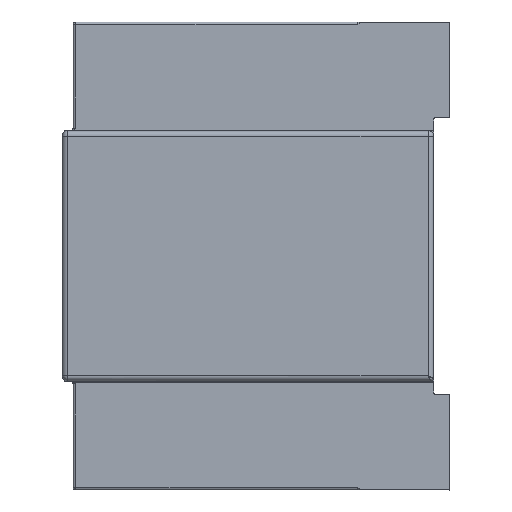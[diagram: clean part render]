
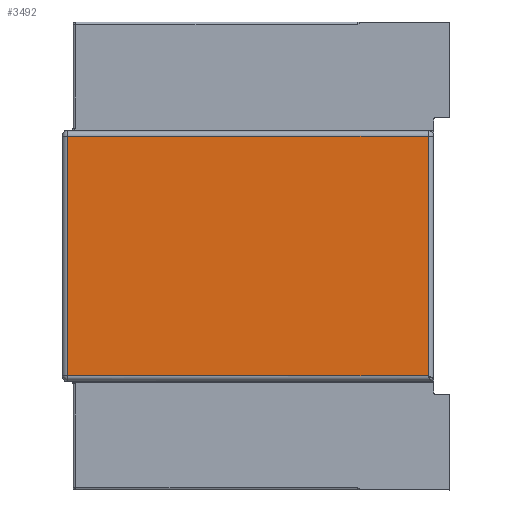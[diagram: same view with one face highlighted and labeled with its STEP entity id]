
A CAD part, left-side view. The second image highlights one B-rep face of the part: STEP entity #3492.
In plain terms, the highlighted face is planar.
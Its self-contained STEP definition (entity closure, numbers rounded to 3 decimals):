
#3472=AXIS2_PLACEMENT_3D('Plane Axis2P3D',#3469,#3470,#3471) ;
#2670=CARTESIAN_POINT('Vertex',(33.125,22.,-1.5)) ;
#2673=CARTESIAN_POINT('Line Origine',(0.,22.,-1.5)) ;
#2677=CARTESIAN_POINT('Vertex',(-33.125,22.,-1.5)) ;
#3160=CARTESIAN_POINT('Line Origine',(-33.125,0.,-1.5)) ;
#3164=CARTESIAN_POINT('Vertex',(-33.125,-22.,-1.5)) ;
#3469=CARTESIAN_POINT('Axis2P3D Location',(0.,0.,-1.5)) ;
#3474=CARTESIAN_POINT('Line Origine',(33.125,0.,-1.5)) ;
#3478=CARTESIAN_POINT('Vertex',(33.125,-22.,-1.5)) ;
#3481=CARTESIAN_POINT('Line Origine',(0.,-22.,-1.5)) ;
#2674=DIRECTION('Vector Direction',(1.,0.,0.)) ;
#3161=DIRECTION('Vector Direction',(0.,1.,0.)) ;
#3470=DIRECTION('Axis2P3D Direction',(0.,0.,1.)) ;
#3471=DIRECTION('Axis2P3D XDirection',(1.,0.,0.)) ;
#3475=DIRECTION('Vector Direction',(0.,-1.,0.)) ;
#3482=DIRECTION('Vector Direction',(-1.,0.,0.)) ;
#2675=VECTOR('Line Direction',#2674,1.) ;
#3162=VECTOR('Line Direction',#3161,1.) ;
#3476=VECTOR('Line Direction',#3475,1.) ;
#3483=VECTOR('Line Direction',#3482,1.) ;
#3487=ORIENTED_EDGE('',*,*,#3166,.F.) ;
#3488=ORIENTED_EDGE('',*,*,#2679,.F.) ;
#3489=ORIENTED_EDGE('',*,*,#3480,.F.) ;
#3490=ORIENTED_EDGE('',*,*,#3485,.F.) ;
#3492=ADVANCED_FACE('PartBody',(#3491),#3473,.F.) ;
#2679=EDGE_CURVE('',#2671,#2678,#2676,.F.) ;
#3166=EDGE_CURVE('',#2678,#3165,#3163,.F.) ;
#3480=EDGE_CURVE('',#3479,#2671,#3477,.F.) ;
#3485=EDGE_CURVE('',#3165,#3479,#3484,.F.) ;
#3486=EDGE_LOOP('',(#3487,#3488,#3489,#3490)) ;
#3491=FACE_OUTER_BOUND('',#3486,.T.) ;
#2676=LINE('Line',#2673,#2675) ;
#3163=LINE('Line',#3160,#3162) ;
#3477=LINE('Line',#3474,#3476) ;
#3484=LINE('Line',#3481,#3483) ;
#3473=PLANE('',#3472) ;
#2671=VERTEX_POINT('',#2670) ;
#2678=VERTEX_POINT('',#2677) ;
#3165=VERTEX_POINT('',#3164) ;
#3479=VERTEX_POINT('',#3478) ;
